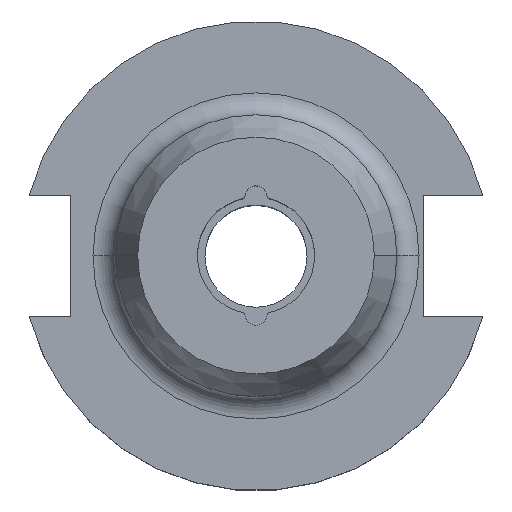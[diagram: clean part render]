
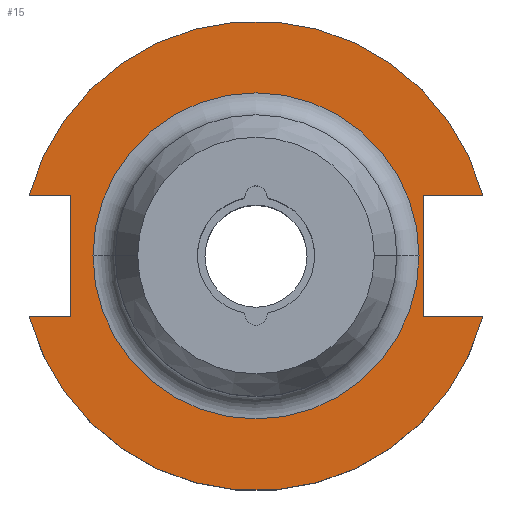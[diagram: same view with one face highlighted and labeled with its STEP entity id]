
A CAD part, top view. The second image highlights one B-rep face of the part: STEP entity #15.
In plain terms, the highlighted planar face has unit normal (0, 0, 1).
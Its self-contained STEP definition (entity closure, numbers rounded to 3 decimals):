
#1 = EDGE_CURVE ( 'NONE', #1291, #1105, #576, .T. ) ;
#6 = VECTOR ( 'NONE', #548, 1000. ) ;
#15 = ADVANCED_FACE ( 'NONE', ( #907, #643 ), #841, .F. ) ;
#25 = DIRECTION ( 'NONE',  ( 1., 0., 0. ) ) ;
#33 = CARTESIAN_POINT ( 'NONE',  ( -30.675, -8.191, 19.05 ) ) ;
#48 = EDGE_CURVE ( 'NONE', #168, #1712, #620, .T. ) ;
#68 = CARTESIAN_POINT ( 'NONE',  ( 0., 0., 19.05 ) ) ;
#77 = EDGE_CURVE ( 'NONE', #1291, #800, #962, .T. ) ;
#87 = VERTEX_POINT ( 'NONE', #1626 ) ;
#93 = CARTESIAN_POINT ( 'NONE',  ( 0., -8.192, 19.05 ) ) ;
#95 = LINE ( 'NONE', #93, #6 ) ;
#115 = LINE ( 'NONE', #486, #297 ) ;
#121 = LINE ( 'NONE', #1006, #1147 ) ;
#166 = ORIENTED_EDGE ( 'NONE', *, *, #743, .T. ) ;
#168 = VERTEX_POINT ( 'NONE', #372 ) ;
#281 = ORIENTED_EDGE ( 'NONE', *, *, #637, .T. ) ;
#297 = VECTOR ( 'NONE', #1491, 1000. ) ;
#346 = VERTEX_POINT ( 'NONE', #799 ) ;
#372 = CARTESIAN_POINT ( 'NONE',  ( -22.05, 0., 19.05 ) ) ;
#376 = DIRECTION ( 'NONE',  ( 1., 0., 0. ) ) ;
#383 = AXIS2_PLACEMENT_3D ( 'NONE', #68, #774, #1607 ) ;
#395 = DIRECTION ( 'NONE',  ( 0., 1., 0. ) ) ;
#404 = EDGE_LOOP ( 'NONE', ( #1499, #281 ) ) ;
#426 = CARTESIAN_POINT ( 'NONE',  ( 0., 0., 19.05 ) ) ;
#428 = CARTESIAN_POINT ( 'NONE',  ( -61.091, -8.191, 19.05 ) ) ;
#469 = AXIS2_PLACEMENT_3D ( 'NONE', #1262, #1471, #376 ) ;
#474 = LINE ( 'NONE', #428, #1402 ) ;
#486 = CARTESIAN_POINT ( 'NONE',  ( -25.091, 8.191, 19.05 ) ) ;
#514 = VECTOR ( 'NONE', #1014, 1000. ) ;
#526 = CARTESIAN_POINT ( 'NONE',  ( 0., 19.05, 19.05 ) ) ;
#548 = DIRECTION ( 'NONE',  ( 1., 0., 0. ) ) ;
#568 = ORIENTED_EDGE ( 'NONE', *, *, #587, .F. ) ;
#574 = CARTESIAN_POINT ( 'NONE',  ( -30.675, 8.191, 19.05 ) ) ;
#576 = CIRCLE ( 'NONE', #469, 31.75 ) ;
#587 = EDGE_CURVE ( 'NONE', #1123, #922, #95, .T. ) ;
#620 = CIRCLE ( 'NONE', #1538, 22.05 ) ;
#627 = LINE ( 'NONE', #1644, #1612 ) ;
#637 = EDGE_CURVE ( 'NONE', #1712, #168, #1567, .T. ) ;
#643 = FACE_OUTER_BOUND ( 'NONE', #1597, .T. ) ;
#743 = EDGE_CURVE ( 'NONE', #1000, #922, #1240, .T. ) ;
#757 = ORIENTED_EDGE ( 'NONE', *, *, #1013, .T. ) ;
#774 = DIRECTION ( 'NONE',  ( 0., 0., 1. ) ) ;
#791 = CARTESIAN_POINT ( 'NONE',  ( 22.05, 0., 19.05 ) ) ;
#799 = CARTESIAN_POINT ( 'NONE',  ( -25.091, -8.191, 19.05 ) ) ;
#800 = VERTEX_POINT ( 'NONE', #1324 ) ;
#819 = DIRECTION ( 'NONE',  ( 1., 0., 0. ) ) ;
#825 = ORIENTED_EDGE ( 'NONE', *, *, #1241, .T. ) ;
#841 = PLANE ( 'NONE',  #1811 ) ;
#900 = CARTESIAN_POINT ( 'NONE',  ( 0., 0., 19.05 ) ) ;
#901 = ORIENTED_EDGE ( 'NONE', *, *, #1554, .F. ) ;
#903 = EDGE_CURVE ( 'NONE', #87, #346, #115, .T. ) ;
#907 = FACE_BOUND ( 'NONE', #404, .T. ) ;
#920 = ORIENTED_EDGE ( 'NONE', *, *, #903, .T. ) ;
#922 = VERTEX_POINT ( 'NONE', #1734 ) ;
#958 = CARTESIAN_POINT ( 'NONE',  ( 22.606, -8.191, 19.05 ) ) ;
#962 = LINE ( 'NONE', #1118, #514 ) ;
#1000 = VERTEX_POINT ( 'NONE', #33 ) ;
#1006 = CARTESIAN_POINT ( 'NONE',  ( -61.091, 8.191, 19.05 ) ) ;
#1013 = EDGE_CURVE ( 'NONE', #1105, #87, #121, .T. ) ;
#1014 = DIRECTION ( 'NONE',  ( -1., 0., 0. ) ) ;
#1030 = AXIS2_PLACEMENT_3D ( 'NONE', #900, #1727, #1592 ) ;
#1105 = VERTEX_POINT ( 'NONE', #574 ) ;
#1115 = ORIENTED_EDGE ( 'NONE', *, *, #77, .F. ) ;
#1118 = CARTESIAN_POINT ( 'NONE',  ( 0., 8.191, 19.05 ) ) ;
#1123 = VERTEX_POINT ( 'NONE', #958 ) ;
#1138 = DIRECTION ( 'NONE',  ( -1., 0., 0. ) ) ;
#1147 = VECTOR ( 'NONE', #25, 1000. ) ;
#1240 = CIRCLE ( 'NONE', #383, 31.75 ) ;
#1241 = EDGE_CURVE ( 'NONE', #1123, #800, #627, .T. ) ;
#1262 = CARTESIAN_POINT ( 'NONE',  ( 0., 0., 19.05 ) ) ;
#1291 = VERTEX_POINT ( 'NONE', #1750 ) ;
#1295 = DIRECTION ( 'NONE',  ( 0., 0., -1. ) ) ;
#1324 = CARTESIAN_POINT ( 'NONE',  ( 22.606, 8.191, 19.05 ) ) ;
#1387 = DIRECTION ( 'NONE',  ( -1., 0., 0. ) ) ;
#1402 = VECTOR ( 'NONE', #819, 1000. ) ;
#1471 = DIRECTION ( 'NONE',  ( 0., 0., 1. ) ) ;
#1491 = DIRECTION ( 'NONE',  ( 0., -1., 0. ) ) ;
#1499 = ORIENTED_EDGE ( 'NONE', *, *, #48, .T. ) ;
#1538 = AXIS2_PLACEMENT_3D ( 'NONE', #426, #1759, #1387 ) ;
#1554 = EDGE_CURVE ( 'NONE', #1000, #346, #474, .T. ) ;
#1567 = CIRCLE ( 'NONE', #1030, 22.05 ) ;
#1592 = DIRECTION ( 'NONE',  ( -1., 0., 0. ) ) ;
#1597 = EDGE_LOOP ( 'NONE', ( #920, #901, #166, #568, #825, #1115, #1647, #757 ) ) ;
#1607 = DIRECTION ( 'NONE',  ( 1., 0., 0. ) ) ;
#1612 = VECTOR ( 'NONE', #395, 1000. ) ;
#1626 = CARTESIAN_POINT ( 'NONE',  ( -25.091, 8.191, 19.05 ) ) ;
#1644 = CARTESIAN_POINT ( 'NONE',  ( 22.606, 19.05, 19.05 ) ) ;
#1647 = ORIENTED_EDGE ( 'NONE', *, *, #1, .T. ) ;
#1712 = VERTEX_POINT ( 'NONE', #791 ) ;
#1727 = DIRECTION ( 'NONE',  ( 0., 0., -1. ) ) ;
#1734 = CARTESIAN_POINT ( 'NONE',  ( 30.675, -8.191, 19.05 ) ) ;
#1750 = CARTESIAN_POINT ( 'NONE',  ( 30.675, 8.191, 19.05 ) ) ;
#1759 = DIRECTION ( 'NONE',  ( 0., 0., -1. ) ) ;
#1811 = AXIS2_PLACEMENT_3D ( 'NONE', #526, #1295, #1138 ) ;
